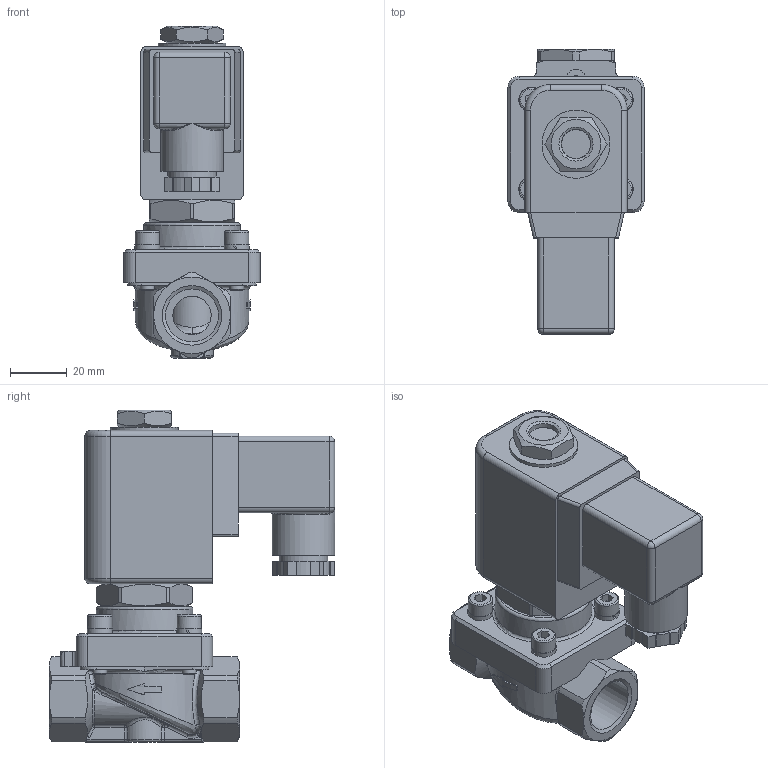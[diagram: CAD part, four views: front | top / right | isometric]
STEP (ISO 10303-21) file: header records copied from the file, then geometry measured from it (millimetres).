
FILE_DESCRIPTION(/* description */ ('3D-Modell'),/* implementation_level */ '2;1');
FILE_NAME(/* name */ '035.001733_A3523-1022-.702.stp',/* time_stamp */ '2022-09-07T08:51:59+02:00',/* author */ ('CBeuthner'),/* organization */ (''),/* preprocessor_version */ 'ST-DEVELOPER v16.1',/* originating_system */ 'Autodesk Inventor 2016',/* authorisation */ '');
FILE_SCHEMA (('AUTOMOTIVE_DESIGN { 1 0 10303 214 3 1 1 }'));
Length unit declared in the file: millimetre
Products named in the file (1): 87-031151
Bounding box: 48 x 100.5 x 116.9 mm (x, y, z)
Volume: 164423.9 mm3; surface area: 54706.1 mm2
Topology: 1 solids, 3 shells, 570 faces, 1485 edges, 929 vertices
Faces by surface type: plane 256, cylinder 163, bspline 59, cone 47, torus 30, sphere 15
Full cylindrical faces by diameter (mm): 1.5 x3, 2.5 x1, 3.242 x2, 5 x4, 5.5 x4, 6.2 x1, 7 x1, 8.5 x4, 10.376 x1, 12 x1, 13 x1, 13.5 x3, 15 x1, 17 x1, 18.631 x2, 20 x1, 21.69 x1, 22 x2, 23 x1, 24 x1, 24.4 x1, 29.6 x1, 34 x1
Entity records: 19873 total; most frequent: CARTESIAN_POINT 6297, ORIENTED_EDGE 2714, DIRECTION 2598, EDGE_CURVE 1357, AXIS2_PLACEMENT_3D 1000, VERTEX_POINT 889, EDGE_LOOP 684, LINE 598
